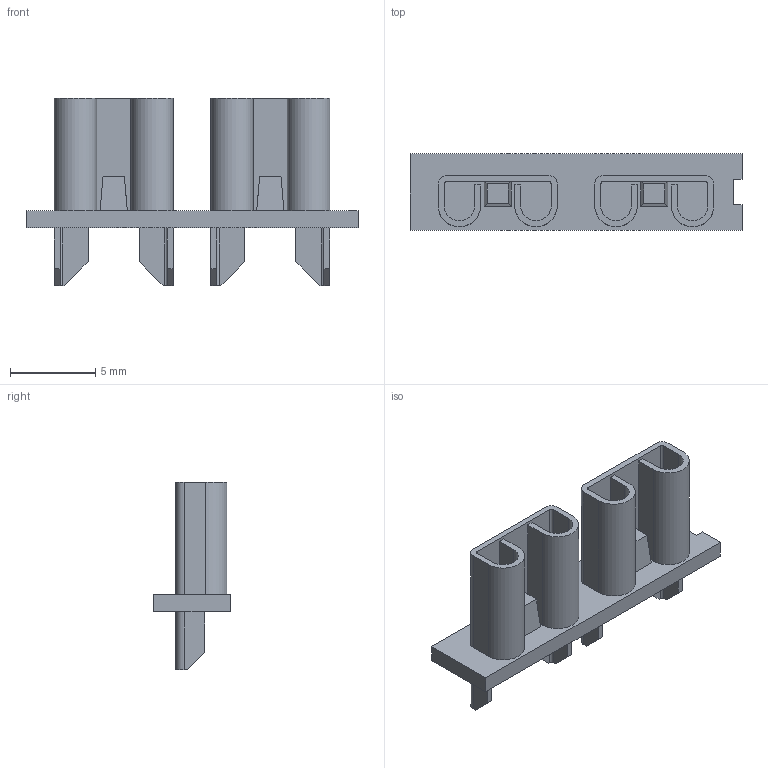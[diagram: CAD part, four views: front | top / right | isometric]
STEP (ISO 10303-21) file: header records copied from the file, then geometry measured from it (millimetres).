
FILE_DESCRIPTION (( 'STEP AP214' ), '1' );
FILE_NAME ('CONN-TH_XF-507P.STEP', '2023-01-07T05:13:43', ( '' ), ( '' ), 'SwSTEP 2.0', 'SolidWorks 2020', '' );
FILE_SCHEMA (( 'AUTOMOTIVE_DESIGN' ));
Length unit declared in the file: millimetre
Products named in the file (1): CONN-TH_XF-507P
Bounding box: 19.5 x 4.5 x 11 mm (x, y, z)
Volume: 194 mm3; surface area: 825.3 mm2
Topology: 1 solids, 1 shells, 330 faces, 909 edges, 606 vertices
Faces by surface type: plane 208, bspline 98, cylinder 24
Entity records: 14597 total; most frequent: CARTESIAN_POINT 3152, ORIENTED_EDGE 1818, DIRECTION 1223, EDGE_CURVE 909, LINE 661, VECTOR 661, VERTEX_POINT 606, EDGE_LOOP 355
